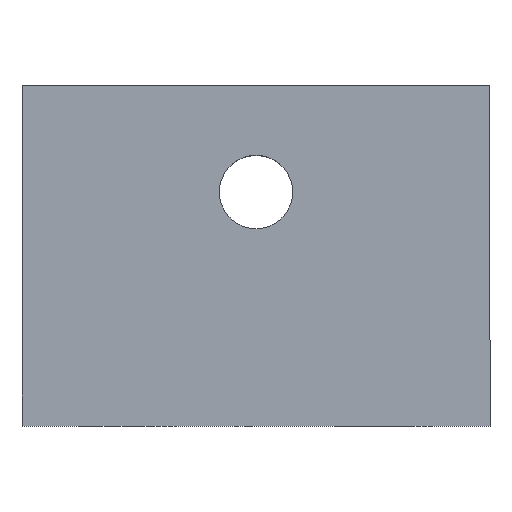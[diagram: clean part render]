
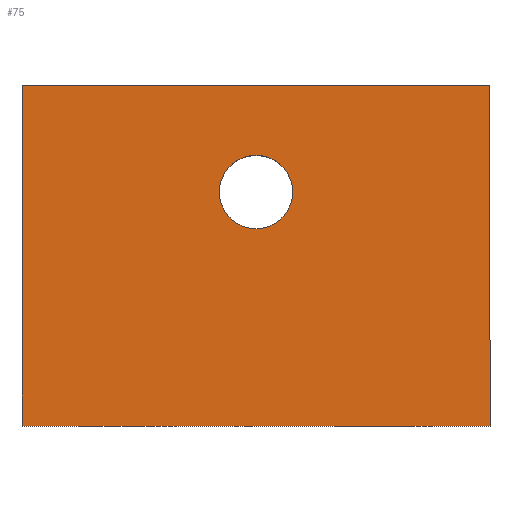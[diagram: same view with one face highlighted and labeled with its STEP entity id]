
A CAD part, top view. The second image highlights one B-rep face of the part: STEP entity #75.
In plain terms, the highlighted planar face has unit normal (0, 0, 1).
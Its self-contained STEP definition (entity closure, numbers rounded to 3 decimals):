
#4 = ORIENTED_EDGE ( 'NONE', *, *, #225, .T. ) ;
#5 = ORIENTED_EDGE ( 'NONE', *, *, #235, .F. ) ;
#9 = ORIENTED_EDGE ( 'NONE', *, *, #203, .T. ) ;
#11 = ORIENTED_EDGE ( 'NONE', *, *, #214, .F. ) ;
#16 = ORIENTED_EDGE ( 'NONE', *, *, #207, .T. ) ;
#26 = ORIENTED_EDGE ( 'NONE', *, *, #263, .T. ) ;
#52 = LINE ( 'NONE', #398, #129 ) ;
#75 = ADVANCED_FACE ( 'NONE', ( #81, #180 ), #301, .T. ) ;
#81 = FACE_BOUND ( 'NONE', #110, .T. ) ;
#95 = CIRCLE ( 'NONE', #266, 1.727 ) ;
#110 = EDGE_LOOP ( 'NONE', ( #11, #5 ) ) ;
#129 = VECTOR ( 'NONE', #399, 1000. ) ;
#135 = VECTOR ( 'NONE', #411, 1000. ) ;
#148 = VECTOR ( 'NONE', #439, 1000. ) ;
#160 = VECTOR ( 'NONE', #426, 1000. ) ;
#162 = LINE ( 'NONE', #438, #148 ) ;
#164 = LINE ( 'NONE', #445, #135 ) ;
#167 = CIRCLE ( 'NONE', #217, 1.727 ) ;
#179 = LINE ( 'NONE', #425, #160 ) ;
#180 = FACE_OUTER_BOUND ( 'NONE', #194, .T. ) ;
#194 = EDGE_LOOP ( 'NONE', ( #4, #26, #16, #9 ) ) ;
#203 = EDGE_CURVE ( 'NONE', #321, #336, #162, .T. ) ;
#207 = EDGE_CURVE ( 'NONE', #286, #321, #179, .T. ) ;
#214 = EDGE_CURVE ( 'NONE', #334, #322, #95, .T. ) ;
#217 = AXIS2_PLACEMENT_3D ( 'NONE', #444, #448, #453 ) ;
#225 = EDGE_CURVE ( 'NONE', #336, #316, #164, .T. ) ;
#235 = EDGE_CURVE ( 'NONE', #322, #334, #167, .T. ) ;
#242 = AXIS2_PLACEMENT_3D ( 'NONE', #325, #291, #299 ) ;
#263 = EDGE_CURVE ( 'NONE', #316, #286, #52, .T. ) ;
#266 = AXIS2_PLACEMENT_3D ( 'NONE', #430, #431, #435 ) ;
#286 = VERTEX_POINT ( 'NONE', #366 ) ;
#291 = DIRECTION ( 'NONE',  ( 0., 0., 1. ) ) ;
#299 = DIRECTION ( 'NONE',  ( 1., 0., 0. ) ) ;
#301 = PLANE ( 'NONE',  #242 ) ;
#316 = VERTEX_POINT ( 'NONE', #385 ) ;
#321 = VERTEX_POINT ( 'NONE', #389 ) ;
#322 = VERTEX_POINT ( 'NONE', #390 ) ;
#325 = CARTESIAN_POINT ( 'NONE',  ( -11., 0., 0. ) ) ;
#334 = VERTEX_POINT ( 'NONE', #382 ) ;
#336 = VERTEX_POINT ( 'NONE', #381 ) ;
#366 = CARTESIAN_POINT ( 'NONE',  ( 11., 0., 0. ) ) ;
#381 = CARTESIAN_POINT ( 'NONE',  ( -11., 16., 0. ) ) ;
#382 = CARTESIAN_POINT ( 'NONE',  ( 1.727, 11., 0. ) ) ;
#385 = CARTESIAN_POINT ( 'NONE',  ( -11., 0., 0. ) ) ;
#389 = CARTESIAN_POINT ( 'NONE',  ( 11., 16., 0. ) ) ;
#390 = CARTESIAN_POINT ( 'NONE',  ( -1.727, 11., 0. ) ) ;
#398 = CARTESIAN_POINT ( 'NONE',  ( -11., 0., 0. ) ) ;
#399 = DIRECTION ( 'NONE',  ( 1., 0., 0. ) ) ;
#411 = DIRECTION ( 'NONE',  ( 0., -1., 0. ) ) ;
#425 = CARTESIAN_POINT ( 'NONE',  ( 11., 16., 0. ) ) ;
#426 = DIRECTION ( 'NONE',  ( 0., 1., 0. ) ) ;
#430 = CARTESIAN_POINT ( 'NONE',  ( 0., 11., 0. ) ) ;
#431 = DIRECTION ( 'NONE',  ( 0., 0., 1. ) ) ;
#435 = DIRECTION ( 'NONE',  ( 1., 0., 0. ) ) ;
#438 = CARTESIAN_POINT ( 'NONE',  ( -11., 16., 0. ) ) ;
#439 = DIRECTION ( 'NONE',  ( -1., 0., 0. ) ) ;
#444 = CARTESIAN_POINT ( 'NONE',  ( 0., 11., 0. ) ) ;
#445 = CARTESIAN_POINT ( 'NONE',  ( -11., 16., 0. ) ) ;
#448 = DIRECTION ( 'NONE',  ( 0., 0., 1. ) ) ;
#453 = DIRECTION ( 'NONE',  ( 1., 0., 0. ) ) ;
